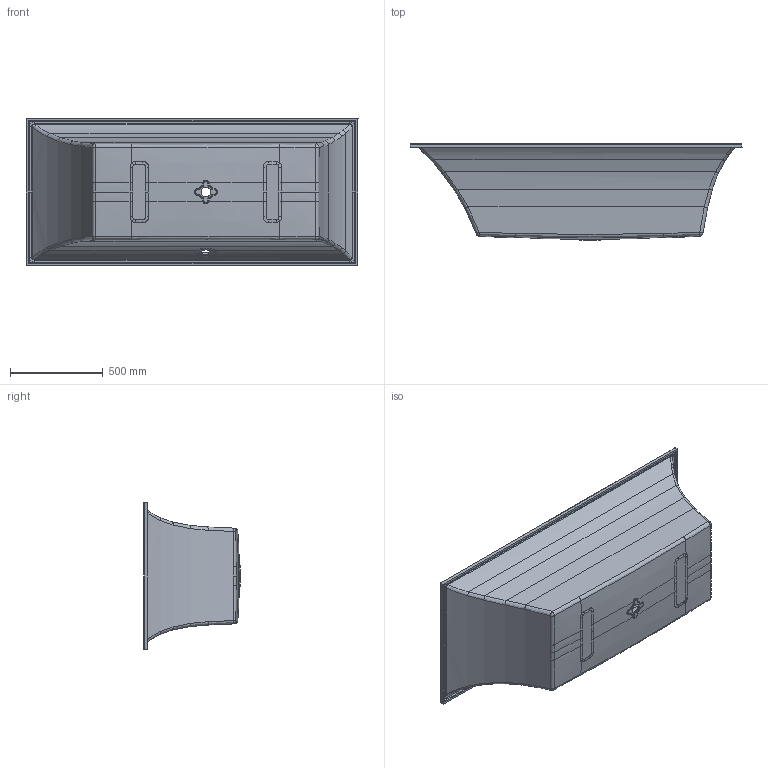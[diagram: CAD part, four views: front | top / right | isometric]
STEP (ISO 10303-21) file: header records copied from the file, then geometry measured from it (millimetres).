
FILE_DESCRIPTION((''),'2;1');
FILE_NAME('UBQ180SQS2_SQUARO_SLIM_LINE','2022-07-06T14:01:28',('hegemanc'),('Villeroy & Boch Wellness bv'),'CREO PARAMETRIC BY PTC INC, 2020454','CREO PARAMETRIC BY PTC INC, 2020454','');
FILE_SCHEMA(('CONFIG_CONTROL_DESIGN'));
Length unit declared in the file: millimetre
Products named in the file (1): UBQ180SQS2_SQUARO_SLIM_LINE
Bounding box: 1794.41 x 520.2 x 794.41 mm (x, y, z)
Surface area: 5850835.9 mm2 (no closed solid volume)
Topology: 0 solids, 1 shells, 454 faces, 1054 edges, 601 vertices
Faces by surface type: bspline 246, cylinder 110, plane 34, sphere 24, torus 18, cone 14, extrusion 8
Entity records: 35021 total; most frequent: CARTESIAN_POINT 27038, ORIENTED_EDGE 2104, EDGE_CURVE 1054, DIRECTION 867, B_SPLINE_CURVE_WITH_KNOTS 707, VERTEX_POINT 601, EDGE_LOOP 458, FACE_OUTER_BOUND 454
